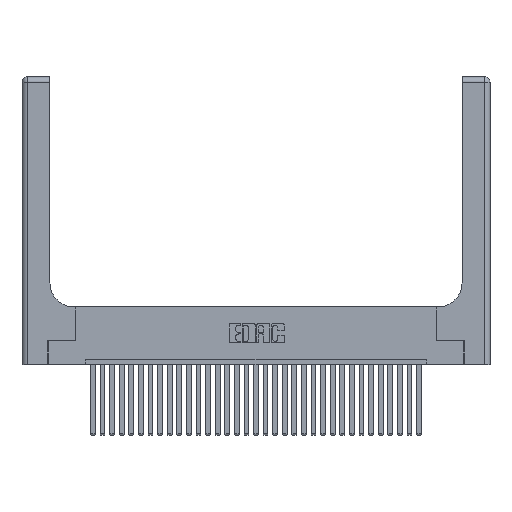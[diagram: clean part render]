
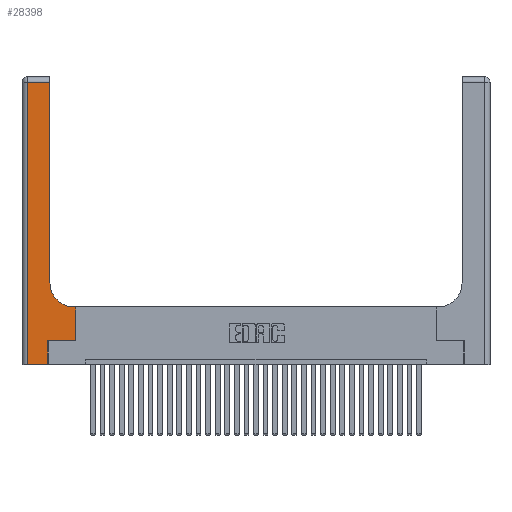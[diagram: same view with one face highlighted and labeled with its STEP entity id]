
A CAD part, top view. The second image highlights one B-rep face of the part: STEP entity #28398.
In plain terms, the highlighted planar face has unit normal (0, 0, 1).
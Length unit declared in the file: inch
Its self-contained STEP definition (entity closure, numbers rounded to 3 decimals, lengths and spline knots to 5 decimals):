
#58 = ORIENTED_EDGE ( 'NONE', *, *, #24540, .T. ) ;
#61 = VECTOR ( 'NONE', #15626, 39.37008 ) ;
#1171 = EDGE_CURVE ( 'NONE', #16170, #18210, #25074, .T. ) ;
#2001 = DIRECTION ( 'NONE',  ( 1., 0., 0. ) ) ;
#2326 = VECTOR ( 'NONE', #11819, 39.37008 ) ;
#2381 = EDGE_CURVE ( 'NONE', #21502, #2931, #10557, .T. ) ;
#2453 = CARTESIAN_POINT ( 'NONE',  ( 0.5585, 0.25, 0.37 ) ) ;
#2931 = VERTEX_POINT ( 'NONE', #4999 ) ;
#3257 = DIRECTION ( 'NONE',  ( 1., 0., 0. ) ) ;
#3657 = ORIENTED_EDGE ( 'NONE', *, *, #1171, .T. ) ;
#3881 = LINE ( 'NONE', #22379, #27290 ) ;
#4315 = DIRECTION ( 'NONE',  ( 0., 0., -1. ) ) ;
#4796 = DIRECTION ( 'NONE',  ( 0., 1., 0. ) ) ;
#4999 = CARTESIAN_POINT ( 'NONE',  ( 0.06, 0., 0.37 ) ) ;
#5464 = VECTOR ( 'NONE', #23909, 39.37008 ) ;
#5863 = CARTESIAN_POINT ( 'NONE',  ( 0.2915, 2.94, 0.37 ) ) ;
#6347 = DIRECTION ( 'NONE',  ( -1., 0., 0. ) ) ;
#7031 = CARTESIAN_POINT ( 'NONE',  ( 0.5585, 0.25, 0.37 ) ) ;
#7089 = LINE ( 'NONE', #26589, #61 ) ;
#7439 = CARTESIAN_POINT ( 'NONE',  ( 0.269, 0.25, 0.37 ) ) ;
#7481 = CARTESIAN_POINT ( 'NONE',  ( 0.269, 0., 0.37 ) ) ;
#7745 = CIRCLE ( 'NONE', #22544, 0.25 ) ;
#8494 = CARTESIAN_POINT ( 'NONE',  ( 0.2915, 0.85, 0.37 ) ) ;
#8711 = VECTOR ( 'NONE', #3257, 39.37008 ) ;
#8969 = EDGE_CURVE ( 'NONE', #13632, #16170, #7089, .T. ) ;
#10052 = EDGE_CURVE ( 'NONE', #18210, #21115, #16005, .T. ) ;
#10110 = EDGE_CURVE ( 'NONE', #20288, #21502, #3881, .T. ) ;
#10557 = LINE ( 'NONE', #11212, #2326 ) ;
#10765 = AXIS2_PLACEMENT_3D ( 'NONE', #30827, #15728, #15612 ) ;
#11209 = VERTEX_POINT ( 'NONE', #8494 ) ;
#11212 = CARTESIAN_POINT ( 'NONE',  ( 0.06, 3., 0.37 ) ) ;
#11565 = VECTOR ( 'NONE', #4796, 39.37008 ) ;
#11819 = DIRECTION ( 'NONE',  ( 0., -1., 0. ) ) ;
#12316 = EDGE_CURVE ( 'NONE', #2931, #13632, #12336, .T. ) ;
#12336 = LINE ( 'NONE', #20806, #22838 ) ;
#12397 = CARTESIAN_POINT ( 'NONE',  ( 0.5415, 0.6, 0.37 ) ) ;
#13273 = FACE_OUTER_BOUND ( 'NONE', #16869, .T. ) ;
#13632 = VERTEX_POINT ( 'NONE', #7481 ) ;
#15612 = DIRECTION ( 'NONE',  ( -1., 0., 0. ) ) ;
#15626 = DIRECTION ( 'NONE',  ( 0., 1., 0. ) ) ;
#15644 = CARTESIAN_POINT ( 'NONE',  ( 0.5585, 0.6, 0.37 ) ) ;
#15728 = DIRECTION ( 'NONE',  ( 0., 0., -1. ) ) ;
#16005 = LINE ( 'NONE', #2453, #5464 ) ;
#16165 = CARTESIAN_POINT ( 'NONE',  ( 0.2915, 0.6, 0.37 ) ) ;
#16170 = VERTEX_POINT ( 'NONE', #7439 ) ;
#16869 = EDGE_LOOP ( 'NONE', ( #58, #19987, #17457, #23111, #24195, #3657, #19493, #25996, #28019 ) ) ;
#17457 = ORIENTED_EDGE ( 'NONE', *, *, #2381, .T. ) ;
#17813 = LINE ( 'NONE', #27013, #11565 ) ;
#18210 = VERTEX_POINT ( 'NONE', #7031 ) ;
#19493 = ORIENTED_EDGE ( 'NONE', *, *, #10052, .T. ) ;
#19980 = DIRECTION ( 'NONE',  ( -1., 0., 0. ) ) ;
#19987 = ORIENTED_EDGE ( 'NONE', *, *, #10110, .T. ) ;
#20288 = VERTEX_POINT ( 'NONE', #5863 ) ;
#20531 = VERTEX_POINT ( 'NONE', #12397 ) ;
#20806 = CARTESIAN_POINT ( 'NONE',  ( 0., 0., 0.37 ) ) ;
#20950 = PLANE ( 'NONE',  #10765 ) ;
#21115 = VERTEX_POINT ( 'NONE', #15644 ) ;
#21258 = EDGE_CURVE ( 'NONE', #21115, #20531, #28940, .T. ) ;
#21502 = VERTEX_POINT ( 'NONE', #22397 ) ;
#22379 = CARTESIAN_POINT ( 'NONE',  ( 0., 2.94, 0.37 ) ) ;
#22397 = CARTESIAN_POINT ( 'NONE',  ( 0.06, 2.94, 0.37 ) ) ;
#22544 = AXIS2_PLACEMENT_3D ( 'NONE', #26760, #4315, #2001 ) ;
#22838 = VECTOR ( 'NONE', #28195, 39.37008 ) ;
#23111 = ORIENTED_EDGE ( 'NONE', *, *, #12316, .T. ) ;
#23527 = EDGE_CURVE ( 'NONE', #20531, #11209, #7745, .T. ) ;
#23909 = DIRECTION ( 'NONE',  ( 0., 1., 0. ) ) ;
#24195 = ORIENTED_EDGE ( 'NONE', *, *, #8969, .T. ) ;
#24540 = EDGE_CURVE ( 'NONE', #11209, #20288, #17813, .T. ) ;
#25074 = LINE ( 'NONE', #25714, #8711 ) ;
#25714 = CARTESIAN_POINT ( 'NONE',  ( 0.269, 0.25, 0.37 ) ) ;
#25996 = ORIENTED_EDGE ( 'NONE', *, *, #21258, .T. ) ;
#26589 = CARTESIAN_POINT ( 'NONE',  ( 0.269, 0., 0.37 ) ) ;
#26760 = CARTESIAN_POINT ( 'NONE',  ( 0.5415, 0.85, 0.37 ) ) ;
#27003 = VECTOR ( 'NONE', #6347, 39.37008 ) ;
#27013 = CARTESIAN_POINT ( 'NONE',  ( 0.2915, 3., 0.37 ) ) ;
#27290 = VECTOR ( 'NONE', #19980, 39.37008 ) ;
#28019 = ORIENTED_EDGE ( 'NONE', *, *, #23527, .T. ) ;
#28195 = DIRECTION ( 'NONE',  ( 1., 0., 0. ) ) ;
#28398 = ADVANCED_FACE ( 'NONE', ( #13273 ), #20950, .F. ) ;
#28940 = LINE ( 'NONE', #16165, #27003 ) ;
#30827 = CARTESIAN_POINT ( 'NONE',  ( 0., 3., 0.37 ) ) ;
